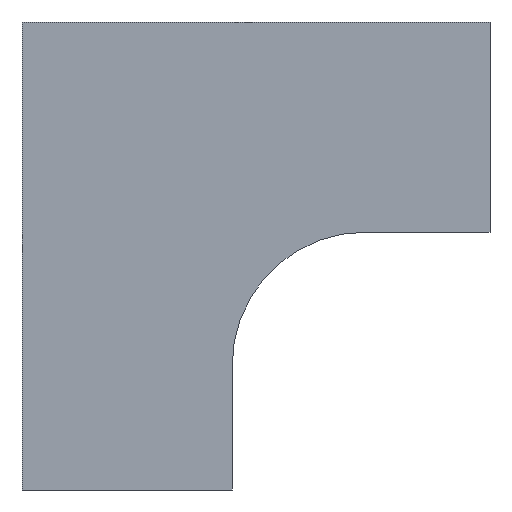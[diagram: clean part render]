
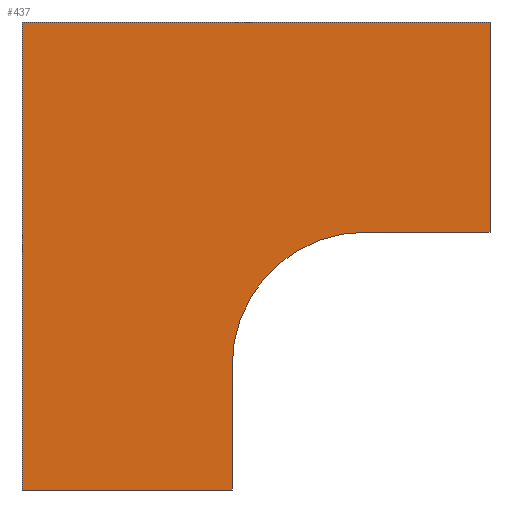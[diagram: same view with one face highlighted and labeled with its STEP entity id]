
A CAD part, front view. The second image highlights one B-rep face of the part: STEP entity #437.
In plain terms, the highlighted planar face has unit normal (0, -1, 0).
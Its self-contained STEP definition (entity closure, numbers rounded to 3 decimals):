
#1 = AXIS2_PLACEMENT_3D ( 'NONE', #370, #416, #169 ) ;
#11 = CARTESIAN_POINT ( 'NONE',  ( 9.85, -21.8, -9.85 ) ) ;
#12 = EDGE_CURVE ( 'NONE', #227, #493, #446, .T. ) ;
#19 = LINE ( 'NONE', #113, #225 ) ;
#20 = LINE ( 'NONE', #234, #342 ) ;
#25 = CIRCLE ( 'NONE', #475, 12. ) ;
#27 = ORIENTED_EDGE ( 'NONE', *, *, #467, .F. ) ;
#35 = EDGE_CURVE ( 'NONE', #493, #202, #19, .T. ) ;
#44 = DIRECTION ( 'NONE',  ( 0., 0., 1. ) ) ;
#48 = ORIENTED_EDGE ( 'NONE', *, *, #513, .F. ) ;
#73 = ORIENTED_EDGE ( 'NONE', *, *, #375, .F. ) ;
#82 = PLANE ( 'NONE',  #1 ) ;
#95 = ORIENTED_EDGE ( 'NONE', *, *, #166, .F. ) ;
#108 = LINE ( 'NONE', #408, #535 ) ;
#113 = CARTESIAN_POINT ( 'NONE',  ( 9.85, -21.8, 2.15 ) ) ;
#134 = CARTESIAN_POINT ( 'NONE',  ( -21.15, -21.8, -21.15 ) ) ;
#136 = VECTOR ( 'NONE', #485, 1000. ) ;
#143 = ORIENTED_EDGE ( 'NONE', *, *, #158, .F. ) ;
#158 = EDGE_CURVE ( 'NONE', #384, #175, #447, .T. ) ;
#166 = EDGE_CURVE ( 'NONE', #365, #261, #20, .T. ) ;
#167 = FACE_OUTER_BOUND ( 'NONE', #242, .T. ) ;
#169 = DIRECTION ( 'NONE',  ( 0., 0., 1. ) ) ;
#175 = VERTEX_POINT ( 'NONE', #313 ) ;
#178 = ORIENTED_EDGE ( 'NONE', *, *, #12, .F. ) ;
#198 = CARTESIAN_POINT ( 'NONE',  ( -21.15, -21.8, 21.15 ) ) ;
#202 = VERTEX_POINT ( 'NONE', #401 ) ;
#208 = CARTESIAN_POINT ( 'NONE',  ( -21.15, -21.8, -21.15 ) ) ;
#225 = VECTOR ( 'NONE', #302, 1000. ) ;
#227 = VERTEX_POINT ( 'NONE', #318 ) ;
#232 = DIRECTION ( 'NONE',  ( 0., 0., -1. ) ) ;
#234 = CARTESIAN_POINT ( 'NONE',  ( -2.15, -21.8, -21.15 ) ) ;
#240 = CARTESIAN_POINT ( 'NONE',  ( -2.15, -21.8, -21.15 ) ) ;
#242 = EDGE_LOOP ( 'NONE', ( #143, #27, #95, #48, #272, #178, #73 ) ) ;
#250 = CARTESIAN_POINT ( 'NONE',  ( 21.15, -21.8, 2.15 ) ) ;
#258 = LINE ( 'NONE', #134, #466 ) ;
#260 = CARTESIAN_POINT ( 'NONE',  ( 21.15, -21.8, 2.15 ) ) ;
#261 = VERTEX_POINT ( 'NONE', #240 ) ;
#272 = ORIENTED_EDGE ( 'NONE', *, *, #35, .F. ) ;
#273 = DIRECTION ( 'NONE',  ( 0., 0., -1. ) ) ;
#291 = DIRECTION ( 'NONE',  ( 0., -1., 0. ) ) ;
#302 = DIRECTION ( 'NONE',  ( -1., 0., 0. ) ) ;
#313 = CARTESIAN_POINT ( 'NONE',  ( -21.15, -21.8, 21.15 ) ) ;
#318 = CARTESIAN_POINT ( 'NONE',  ( 21.15, -21.8, 21.15 ) ) ;
#330 = VECTOR ( 'NONE', #232, 1000. ) ;
#342 = VECTOR ( 'NONE', #273, 1000. ) ;
#363 = CARTESIAN_POINT ( 'NONE',  ( -2.15, -21.8, -9.85 ) ) ;
#365 = VERTEX_POINT ( 'NONE', #363 ) ;
#370 = CARTESIAN_POINT ( 'NONE',  ( 9.85, -21.8, -9.85 ) ) ;
#375 = EDGE_CURVE ( 'NONE', #175, #227, #108, .T. ) ;
#384 = VERTEX_POINT ( 'NONE', #208 ) ;
#401 = CARTESIAN_POINT ( 'NONE',  ( 9.85, -21.8, 2.15 ) ) ;
#408 = CARTESIAN_POINT ( 'NONE',  ( -21.15, -21.8, 21.15 ) ) ;
#416 = DIRECTION ( 'NONE',  ( 0., 1., 0. ) ) ;
#437 = ADVANCED_FACE ( 'NONE', ( #167 ), #82, .F. ) ;
#446 = LINE ( 'NONE', #260, #330 ) ;
#447 = LINE ( 'NONE', #198, #136 ) ;
#453 = DIRECTION ( 'NONE',  ( 1., 0., 0. ) ) ;
#466 = VECTOR ( 'NONE', #500, 1000. ) ;
#467 = EDGE_CURVE ( 'NONE', #261, #384, #258, .T. ) ;
#475 = AXIS2_PLACEMENT_3D ( 'NONE', #11, #291, #44 ) ;
#485 = DIRECTION ( 'NONE',  ( 0., 0., 1. ) ) ;
#493 = VERTEX_POINT ( 'NONE', #250 ) ;
#500 = DIRECTION ( 'NONE',  ( -1., 0., 0. ) ) ;
#513 = EDGE_CURVE ( 'NONE', #202, #365, #25, .T. ) ;
#535 = VECTOR ( 'NONE', #453, 1000. ) ;
